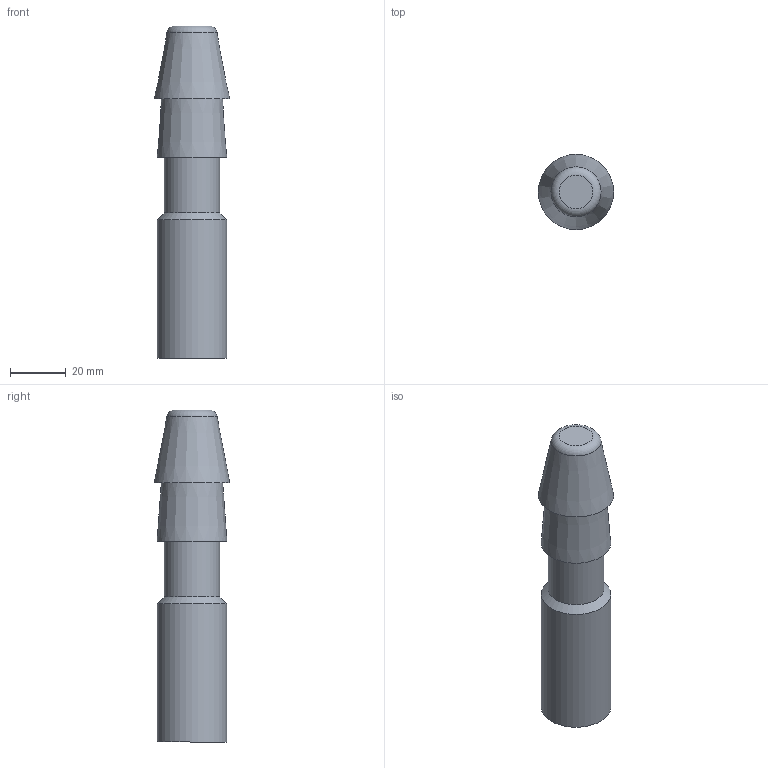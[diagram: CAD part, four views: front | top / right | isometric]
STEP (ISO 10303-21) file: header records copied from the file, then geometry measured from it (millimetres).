
FILE_DESCRIPTION(/* description */ (''),/* implementation_level */ '2;1');
FILE_NAME(/* name */ 'Theragun-vaculock-one-piece.step',/* time_stamp */ '2024-01-12T11:00:03-05:00',/* author */ (''),/* organization */ (''),/* preprocessor_version */ 'ST-DEVELOPER v20',/* originating_system */ 'Autodesk Translation Framework v12.14.0.127',/* authorisation */ '');
FILE_SCHEMA (('AUTOMOTIVE_DESIGN { 1 0 10303 214 3 1 1 }'));
Length unit declared in the file: millimetre
Products named in the file (2): Theragun-vaculock-one-piece; Vac-U-Lock v2
Assembly tree (1 placements, depth 2):
  Theragun-vaculock-one-piece
    Vac-U-Lock v2
Bounding box: 27 x 27 x 119 mm (x, y, z)
Volume: 44901.3 mm3; surface area: 11241.4 mm2
Topology: 1 solids, 1 shells, 29 faces, 72 edges, 45 vertices
Faces by surface type: plane 16, cylinder 7, cone 3, sphere 2, torus 1
Full cylindrical faces by diameter (mm): 20 x1, 22 x1, 25 x1
Entity records: 895 total; most frequent: DIRECTION 160, CARTESIAN_POINT 145, ORIENTED_EDGE 136, EDGE_CURVE 68, AXIS2_PLACEMENT_3D 60, VERTEX_POINT 45, LINE 40, VECTOR 40
